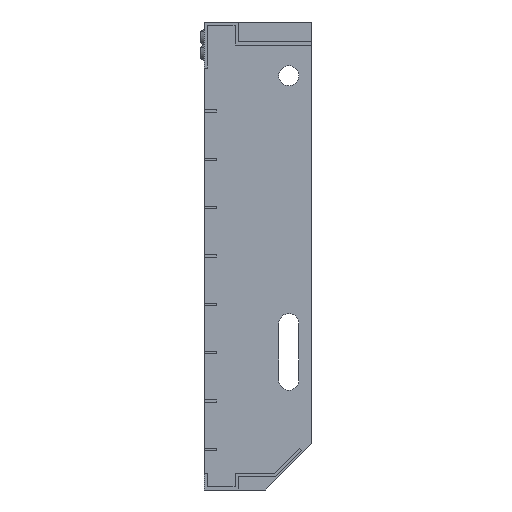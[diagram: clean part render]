
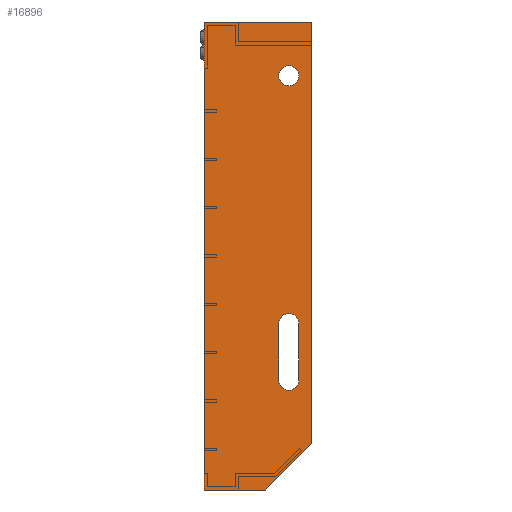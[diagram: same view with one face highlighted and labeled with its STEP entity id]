
A CAD part, left-side view. The second image highlights one B-rep face of the part: STEP entity #16896.
In plain terms, the highlighted planar face has unit normal (-1, 0, 0).
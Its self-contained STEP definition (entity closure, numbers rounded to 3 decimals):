
#805 = VECTOR ( 'NONE', #6618, 1000. ) ;
#1002 = CARTESIAN_POINT ( 'NONE',  ( -600., 15., -41.5 ) ) ;
#1237 = DIRECTION ( 'NONE',  ( 0., 0., -1. ) ) ;
#3058 = LINE ( 'NONE', #6508, #24325 ) ;
#3071 = PLANE ( 'NONE',  #27902 ) ;
#3153 = EDGE_CURVE ( 'NONE', #28550, #9702, #9672, .T. ) ;
#3485 = VECTOR ( 'NONE', #26579, 1000. ) ;
#3551 = VECTOR ( 'NONE', #1237, 1000. ) ;
#3645 = FACE_BOUND ( 'NONE', #19161, .T. ) ;
#3940 = ORIENTED_EDGE ( 'NONE', *, *, #25463, .T. ) ;
#4926 = CARTESIAN_POINT ( 'NONE',  ( -600., 15., -28.5 ) ) ;
#5201 = EDGE_CURVE ( 'NONE', #9702, #37570, #38256, .T. ) ;
#5825 = VERTEX_POINT ( 'NONE', #36696 ) ;
#5985 = DIRECTION ( 'NONE',  ( 0., 0., -1. ) ) ;
#6056 = AXIS2_PLACEMENT_3D ( 'NONE', #17562, #20515, #26449 ) ;
#6508 = CARTESIAN_POINT ( 'NONE',  ( -600., 0., 0. ) ) ;
#6618 = DIRECTION ( 'NONE',  ( 0., 0., 1. ) ) ;
#6928 = DIRECTION ( 'NONE',  ( 0., 0., -1. ) ) ;
#7143 = DIRECTION ( 'NONE',  ( 1., 0., 0. ) ) ;
#7310 = LINE ( 'NONE', #27234, #22087 ) ;
#8422 = CARTESIAN_POINT ( 'NONE',  ( -600., 0., 0. ) ) ;
#8680 = DIRECTION ( 'NONE',  ( 0., 0., -1. ) ) ;
#9325 = CARTESIAN_POINT ( 'NONE',  ( -600., 0., 0. ) ) ;
#9484 = CARTESIAN_POINT ( 'NONE',  ( -600., 15., -240. ) ) ;
#9672 = CIRCLE ( 'NONE', #36021, 6.5 ) ;
#9702 = VERTEX_POINT ( 'NONE', #27340 ) ;
#10048 = DIRECTION ( 'NONE',  ( 0., 0.707, -0.707 ) ) ;
#10251 = VERTEX_POINT ( 'NONE', #4926 ) ;
#10484 = ORIENTED_EDGE ( 'NONE', *, *, #34594, .T. ) ;
#10894 = LINE ( 'NONE', #14848, #15579 ) ;
#10980 = ORIENTED_EDGE ( 'NONE', *, *, #19769, .F. ) ;
#11215 = DIRECTION ( 'NONE',  ( 1., 0., 0. ) ) ;
#11280 = VERTEX_POINT ( 'NONE', #8422 ) ;
#11396 = AXIS2_PLACEMENT_3D ( 'NONE', #29037, #11215, #31861 ) ;
#11758 = AXIS2_PLACEMENT_3D ( 'NONE', #24824, #7143, #8680 ) ;
#11850 = VECTOR ( 'NONE', #16072, 1000. ) ;
#12305 = DIRECTION ( 'NONE',  ( 0., 0., 1. ) ) ;
#12760 = CIRCLE ( 'NONE', #11396, 6.5 ) ;
#13147 = CARTESIAN_POINT ( 'NONE',  ( -600., 21.5, -196.5 ) ) ;
#13451 = DIRECTION ( 'NONE',  ( 1., 0., 0. ) ) ;
#13634 = CIRCLE ( 'NONE', #17866, 6.5 ) ;
#14165 = LINE ( 'NONE', #27518, #11850 ) ;
#14848 = CARTESIAN_POINT ( 'NONE',  ( -600., 0., -275. ) ) ;
#15359 = CARTESIAN_POINT ( 'NONE',  ( -600., 8.5, -233.5 ) ) ;
#15579 = VECTOR ( 'NONE', #5985, 1000. ) ;
#16072 = DIRECTION ( 'NONE',  ( 0., 0., 1. ) ) ;
#16219 = VERTEX_POINT ( 'NONE', #1002 ) ;
#16279 = ORIENTED_EDGE ( 'NONE', *, *, #34363, .T. ) ;
#16412 = DIRECTION ( 'NONE',  ( 0., 0., -1. ) ) ;
#16513 = CARTESIAN_POINT ( 'NONE',  ( -600., 15., -196.5 ) ) ;
#16814 = ORIENTED_EDGE ( 'NONE', *, *, #22125, .F. ) ;
#16896 = ADVANCED_FACE ( 'NONE', ( #32314, #3645, #34182 ), #3071, .F. ) ;
#17080 = EDGE_LOOP ( 'NONE', ( #23236, #33031, #16814, #32240, #10980 ) ) ;
#17515 = ORIENTED_EDGE ( 'NONE', *, *, #23250, .T. ) ;
#17562 = CARTESIAN_POINT ( 'NONE',  ( -600., 15., -35. ) ) ;
#17624 = CARTESIAN_POINT ( 'NONE',  ( -600., 70., 0. ) ) ;
#17866 = AXIS2_PLACEMENT_3D ( 'NONE', #16513, #13451, #16412 ) ;
#18252 = DIRECTION ( 'NONE',  ( 1., 0., 0. ) ) ;
#18651 = VERTEX_POINT ( 'NONE', #34313 ) ;
#18784 = CARTESIAN_POINT ( 'NONE',  ( -600., 21.5, -233.5 ) ) ;
#18806 = LINE ( 'NONE', #20406, #3485 ) ;
#19161 = EDGE_LOOP ( 'NONE', ( #26799, #16279 ) ) ;
#19769 = EDGE_CURVE ( 'NONE', #31242, #18651, #7310, .T. ) ;
#20406 = CARTESIAN_POINT ( 'NONE',  ( -600., 70., -305. ) ) ;
#20515 = DIRECTION ( 'NONE',  ( 1., 0., 0. ) ) ;
#20971 = CIRCLE ( 'NONE', #6056, 6.5 ) ;
#21640 = DIRECTION ( 'NONE',  ( 1., 0., 0. ) ) ;
#22087 = VECTOR ( 'NONE', #10048, 1000. ) ;
#22125 = EDGE_CURVE ( 'NONE', #31782, #23053, #14165, .T. ) ;
#22459 = EDGE_CURVE ( 'NONE', #16219, #10251, #12760, .T. ) ;
#22724 = EDGE_LOOP ( 'NONE', ( #10484, #3940, #30856, #33160, #17515 ) ) ;
#23053 = VERTEX_POINT ( 'NONE', #17624 ) ;
#23236 = ORIENTED_EDGE ( 'NONE', *, *, #36588, .F. ) ;
#23250 = EDGE_CURVE ( 'NONE', #37570, #5825, #13634, .T. ) ;
#24325 = VECTOR ( 'NONE', #24710, 1000. ) ;
#24710 = DIRECTION ( 'NONE',  ( 0., -1., 0. ) ) ;
#24824 = CARTESIAN_POINT ( 'NONE',  ( -600., 15., -233.5 ) ) ;
#25463 = EDGE_CURVE ( 'NONE', #32281, #28550, #37019, .T. ) ;
#26449 = DIRECTION ( 'NONE',  ( 0., 0., -1. ) ) ;
#26579 = DIRECTION ( 'NONE',  ( 0., 1., 0. ) ) ;
#26799 = ORIENTED_EDGE ( 'NONE', *, *, #22459, .T. ) ;
#27234 = CARTESIAN_POINT ( 'NONE',  ( -600., 30., -305. ) ) ;
#27340 = CARTESIAN_POINT ( 'NONE',  ( -600., 21.5, -233.5 ) ) ;
#27518 = CARTESIAN_POINT ( 'NONE',  ( -600., 70., 0. ) ) ;
#27902 = AXIS2_PLACEMENT_3D ( 'NONE', #9325, #18252, #12305 ) ;
#28550 = VERTEX_POINT ( 'NONE', #9484 ) ;
#29037 = CARTESIAN_POINT ( 'NONE',  ( -600., 15., -35. ) ) ;
#29261 = CARTESIAN_POINT ( 'NONE',  ( -600., 0., -275. ) ) ;
#29690 = CARTESIAN_POINT ( 'NONE',  ( -600., 70., -305. ) ) ;
#30711 = CARTESIAN_POINT ( 'NONE',  ( -600., 8.5, -196.5 ) ) ;
#30856 = ORIENTED_EDGE ( 'NONE', *, *, #3153, .T. ) ;
#31242 = VERTEX_POINT ( 'NONE', #29261 ) ;
#31301 = LINE ( 'NONE', #30711, #3551 ) ;
#31782 = VERTEX_POINT ( 'NONE', #29690 ) ;
#31861 = DIRECTION ( 'NONE',  ( 0., 0., -1. ) ) ;
#32240 = ORIENTED_EDGE ( 'NONE', *, *, #35888, .F. ) ;
#32281 = VERTEX_POINT ( 'NONE', #15359 ) ;
#32314 = FACE_BOUND ( 'NONE', #22724, .T. ) ;
#33031 = ORIENTED_EDGE ( 'NONE', *, *, #35153, .F. ) ;
#33160 = ORIENTED_EDGE ( 'NONE', *, *, #5201, .T. ) ;
#34182 = FACE_OUTER_BOUND ( 'NONE', #17080, .T. ) ;
#34313 = CARTESIAN_POINT ( 'NONE',  ( -600., 30., -305. ) ) ;
#34363 = EDGE_CURVE ( 'NONE', #10251, #16219, #20971, .T. ) ;
#34594 = EDGE_CURVE ( 'NONE', #5825, #32281, #31301, .T. ) ;
#35153 = EDGE_CURVE ( 'NONE', #23053, #11280, #3058, .T. ) ;
#35888 = EDGE_CURVE ( 'NONE', #18651, #31782, #18806, .T. ) ;
#36021 = AXIS2_PLACEMENT_3D ( 'NONE', #36523, #21640, #6928 ) ;
#36523 = CARTESIAN_POINT ( 'NONE',  ( -600., 15., -233.5 ) ) ;
#36588 = EDGE_CURVE ( 'NONE', #11280, #31242, #10894, .T. ) ;
#36696 = CARTESIAN_POINT ( 'NONE',  ( -600., 8.5, -196.5 ) ) ;
#37019 = CIRCLE ( 'NONE', #11758, 6.5 ) ;
#37570 = VERTEX_POINT ( 'NONE', #13147 ) ;
#38256 = LINE ( 'NONE', #18784, #805 ) ;
